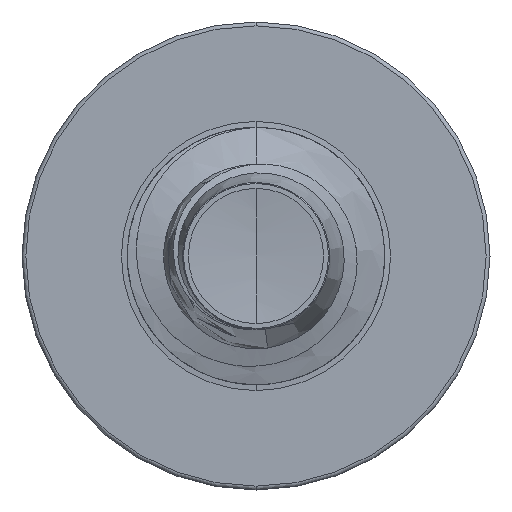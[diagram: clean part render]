
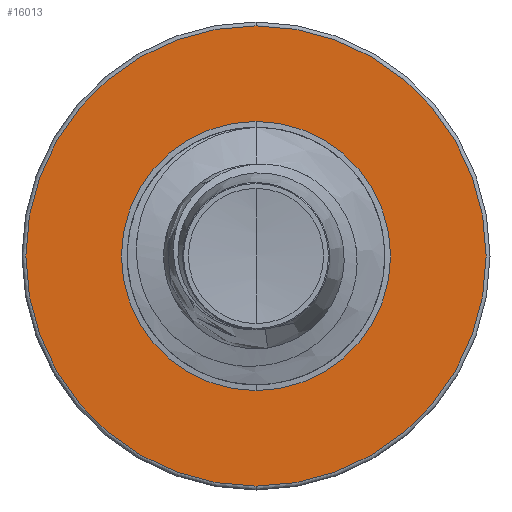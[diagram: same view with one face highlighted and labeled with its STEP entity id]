
A CAD part, front view. The second image highlights one B-rep face of the part: STEP entity #16013.
In plain terms, the highlighted planar face has unit normal (0, -1, 0).
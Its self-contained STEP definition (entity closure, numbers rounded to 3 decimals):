
#445 = CIRCLE ( 'NONE', #5018, 1.967 ) ;
#765 = CIRCLE ( 'NONE', #9827, 1.15 ) ;
#1788 = DIRECTION ( 'NONE',  ( 0., 1., 0. ) ) ;
#2820 = ORIENTED_EDGE ( 'NONE', *, *, #12779, .T. ) ;
#2897 = CARTESIAN_POINT ( 'NONE',  ( 0., 10., -1.15 ) ) ;
#3266 = CARTESIAN_POINT ( 'NONE',  ( 0., 10., 0. ) ) ;
#3688 = AXIS2_PLACEMENT_3D ( 'NONE', #2897, #1788, #15050 ) ;
#3832 = ORIENTED_EDGE ( 'NONE', *, *, #20891, .T. ) ;
#4108 = CARTESIAN_POINT ( 'NONE',  ( 0., 10., 0. ) ) ;
#5018 = AXIS2_PLACEMENT_3D ( 'NONE', #4108, #17129, #6088 ) ;
#5249 = DIRECTION ( 'NONE',  ( 0., 0., 1. ) ) ;
#5338 = VERTEX_POINT ( 'NONE', #12812 ) ;
#5919 = VERTEX_POINT ( 'NONE', #10969 ) ;
#6045 = CARTESIAN_POINT ( 'NONE',  ( 0., 10., 0. ) ) ;
#6088 = DIRECTION ( 'NONE',  ( 0., 0., 1. ) ) ;
#7947 = DIRECTION ( 'NONE',  ( 0., 0., 1. ) ) ;
#9493 = EDGE_LOOP ( 'NONE', ( #2820, #3832 ) ) ;
#9827 = AXIS2_PLACEMENT_3D ( 'NONE', #3266, #16384, #5249 ) ;
#10737 = FACE_BOUND ( 'NONE', #9493, .T. ) ;
#10969 = CARTESIAN_POINT ( 'NONE',  ( 0., 10., -1.15 ) ) ;
#11389 = DIRECTION ( 'NONE',  ( 0., 1., 0. ) ) ;
#12779 = EDGE_CURVE ( 'NONE', #18192, #5919, #765, .T. ) ;
#12812 = CARTESIAN_POINT ( 'NONE',  ( 0., 10., -1.967 ) ) ;
#13285 = PLANE ( 'NONE',  #3688 ) ;
#13642 = CIRCLE ( 'NONE', #18020, 1.15 ) ;
#15050 = DIRECTION ( 'NONE',  ( 0., 0., 1. ) ) ;
#16013 = ADVANCED_FACE ( 'NONE', ( #19856, #10737 ), #13285, .F. ) ;
#16297 = ORIENTED_EDGE ( 'NONE', *, *, #16792, .F. ) ;
#16384 = DIRECTION ( 'NONE',  ( 0., 1., 0. ) ) ;
#16792 = EDGE_CURVE ( 'NONE', #19181, #5338, #445, .T. ) ;
#16952 = CIRCLE ( 'NONE', #21433, 1.967 ) ;
#17129 = DIRECTION ( 'NONE',  ( 0., 1., 0. ) ) ;
#18020 = AXIS2_PLACEMENT_3D ( 'NONE', #21360, #11389, #22796 ) ;
#18192 = VERTEX_POINT ( 'NONE', #21199 ) ;
#18739 = DIRECTION ( 'NONE',  ( 0., 1., 0. ) ) ;
#18862 = EDGE_CURVE ( 'NONE', #5338, #19181, #16952, .T. ) ;
#19181 = VERTEX_POINT ( 'NONE', #20539 ) ;
#19856 = FACE_OUTER_BOUND ( 'NONE', #20081, .T. ) ;
#20081 = EDGE_LOOP ( 'NONE', ( #16297, #21006 ) ) ;
#20539 = CARTESIAN_POINT ( 'NONE',  ( 0., 10., 1.967 ) ) ;
#20891 = EDGE_CURVE ( 'NONE', #5919, #18192, #13642, .T. ) ;
#21006 = ORIENTED_EDGE ( 'NONE', *, *, #18862, .F. ) ;
#21199 = CARTESIAN_POINT ( 'NONE',  ( 0., 10., 1.15 ) ) ;
#21360 = CARTESIAN_POINT ( 'NONE',  ( 0., 10., 0. ) ) ;
#21433 = AXIS2_PLACEMENT_3D ( 'NONE', #6045, #18739, #7947 ) ;
#22796 = DIRECTION ( 'NONE',  ( 0., 0., 1. ) ) ;
